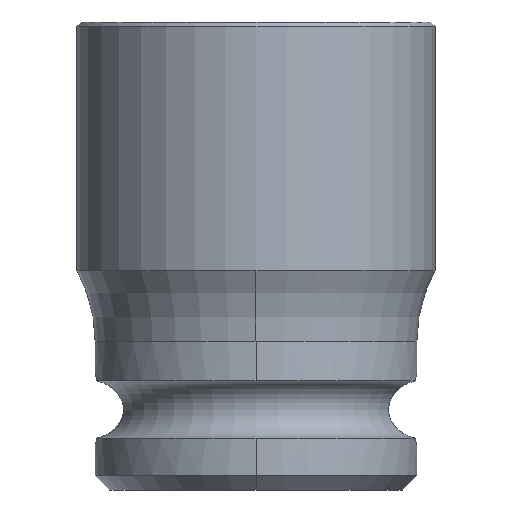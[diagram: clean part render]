
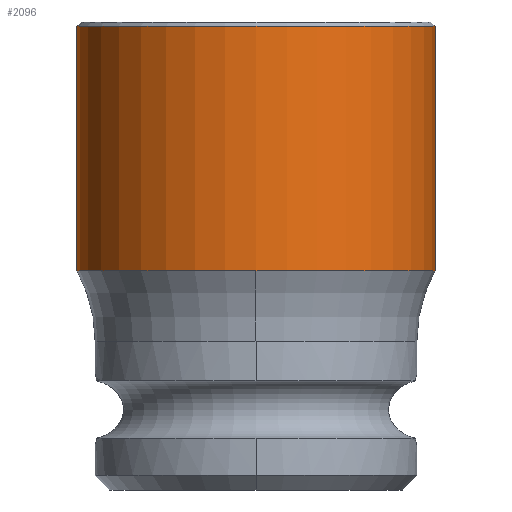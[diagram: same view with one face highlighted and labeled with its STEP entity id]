
A CAD part, left-side view. The second image highlights one B-rep face of the part: STEP entity #2096.
In plain terms, the highlighted cylindrical face has radius 12.25 mm (diameter 24.5 mm), a partial arc.
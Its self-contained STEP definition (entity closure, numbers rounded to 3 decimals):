
#453=DIRECTION('',(0.,0.,1.));
#454=VECTOR('',#453,16.7);
#455=CARTESIAN_POINT('',(0.,12.25,15.));
#456=LINE('',#455,#454);
#457=DIRECTION('',(0.,0.,1.));
#458=VECTOR('',#457,16.7);
#459=CARTESIAN_POINT('',(0.,-12.25,15.));
#460=LINE('',#459,#458);
#981=CARTESIAN_POINT('',(0.,0.,31.7));
#982=DIRECTION('',(0.,0.,1.));
#983=DIRECTION('',(0.,1.,0.));
#984=AXIS2_PLACEMENT_3D('',#981,#982,#983);
#986=CARTESIAN_POINT('',(0.,0.,15.));
#987=DIRECTION('',(0.,0.,1.));
#988=DIRECTION('',(-1.,0.,0.));
#989=AXIS2_PLACEMENT_3D('',#986,#987,#988);
#991=CARTESIAN_POINT('',(0.,0.,15.));
#992=DIRECTION('',(0.,0.,1.));
#993=DIRECTION('',(0.,1.,0.));
#994=AXIS2_PLACEMENT_3D('',#991,#992,#993);
#1095=CARTESIAN_POINT('',(0.,12.25,15.));
#1096=CARTESIAN_POINT('',(-12.25,0.,15.));
#1097=VERTEX_POINT('',#1095);
#1098=VERTEX_POINT('',#1096);
#1103=CARTESIAN_POINT('',(0.,-12.25,15.));
#1104=VERTEX_POINT('',#1103);
#1136=CARTESIAN_POINT('',(0.,-12.25,31.7));
#1137=CARTESIAN_POINT('',(0.,12.25,31.7));
#1138=VERTEX_POINT('',#1136);
#1139=VERTEX_POINT('',#1137);
#2084=CARTESIAN_POINT('',(0.,0.,14.15));
#2085=DIRECTION('',(0.,0.,1.));
#2086=DIRECTION('',(0.,1.,0.));
#2087=AXIS2_PLACEMENT_3D('',#2084,#2085,#2086);
#2088=CYLINDRICAL_SURFACE('',#2087,12.25);
#2089=ORIENTED_EDGE('',*,*,#2078,.T.);
#2090=ORIENTED_EDGE('',*,*,#1474,.F.);
#2091=ORIENTED_EDGE('',*,*,#1441,.F.);
#2092=ORIENTED_EDGE('',*,*,#1455,.F.);
#2093=ORIENTED_EDGE('',*,*,#1471,.T.);
#2094=EDGE_LOOP('',(#2089,#2090,#2091,#2092,#2093));
#2095=FACE_OUTER_BOUND('',#2094,.F.);
#2096=ADVANCED_FACE('',(#2095),#2088,.T.);
#985=CIRCLE('',#984,12.25);
#990=CIRCLE('',#989,12.25);
#995=CIRCLE('',#994,12.25);
#1441=EDGE_CURVE('',#1098,#1104,#990,.T.);
#1455=EDGE_CURVE('',#1097,#1098,#995,.T.);
#1471=EDGE_CURVE('',#1097,#1139,#456,.T.);
#1474=EDGE_CURVE('',#1104,#1138,#460,.T.);
#2078=EDGE_CURVE('',#1139,#1138,#985,.T.);
